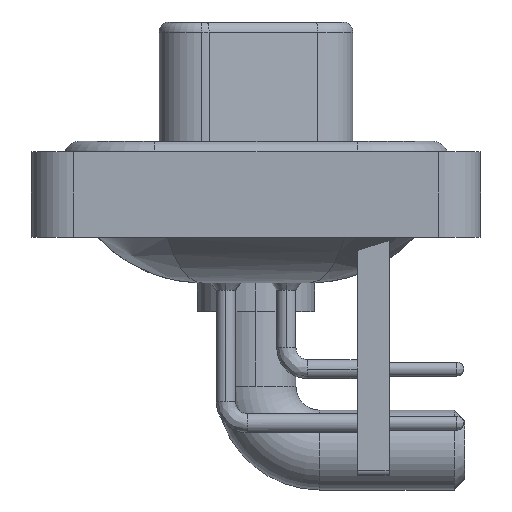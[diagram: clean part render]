
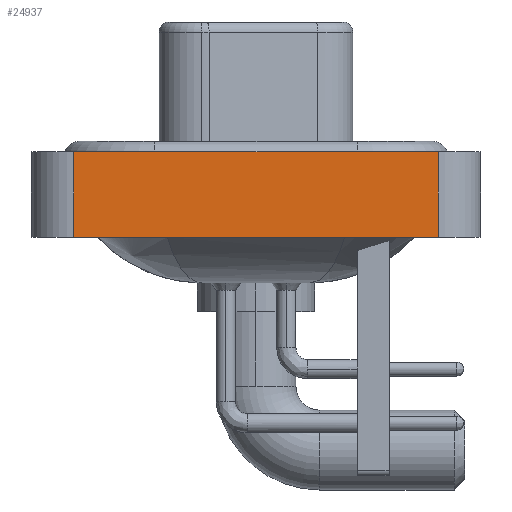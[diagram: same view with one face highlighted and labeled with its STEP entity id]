
A CAD part, left-side view. The second image highlights one B-rep face of the part: STEP entity #24937.
In plain terms, the highlighted planar face has unit normal (-1, 0, 0).
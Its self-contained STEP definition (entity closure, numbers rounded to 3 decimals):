
#1102 = DIRECTION ( 'NONE',  ( 0., 0., 1. ) ) ;
#1402 = VECTOR ( 'NONE', #10246, 1000. ) ;
#2717 = PLANE ( 'NONE',  #13690 ) ;
#3293 = CARTESIAN_POINT ( 'NONE',  ( -7.3, -8.55, 0.4 ) ) ;
#4597 = EDGE_CURVE ( 'NONE', #13066, #12181, #8082, .T. ) ;
#4744 = CARTESIAN_POINT ( 'NONE',  ( -7.3, -8.55, -3.6 ) ) ;
#4804 = DIRECTION ( 'NONE',  ( 0., 0., 1. ) ) ;
#4868 = DIRECTION ( 'NONE',  ( -1., 0., 0. ) ) ;
#7105 = CARTESIAN_POINT ( 'NONE',  ( -7.3, 8.55, -3.6 ) ) ;
#7615 = DIRECTION ( 'NONE',  ( 0., -1., 0. ) ) ;
#7794 = EDGE_CURVE ( 'NONE', #12181, #8458, #9844, .T. ) ;
#8082 = LINE ( 'NONE', #12136, #1402 ) ;
#8458 = VERTEX_POINT ( 'NONE', #22961 ) ;
#9540 = ORIENTED_EDGE ( 'NONE', *, *, #14262, .F. ) ;
#9844 = LINE ( 'NONE', #20267, #25695 ) ;
#10246 = DIRECTION ( 'NONE',  ( 0., -1., 0. ) ) ;
#11224 = ORIENTED_EDGE ( 'NONE', *, *, #7794, .T. ) ;
#11647 = ORIENTED_EDGE ( 'NONE', *, *, #15682, .F. ) ;
#12136 = CARTESIAN_POINT ( 'NONE',  ( -7.3, -8.55, -3.6 ) ) ;
#12181 = VERTEX_POINT ( 'NONE', #14916 ) ;
#12775 = ORIENTED_EDGE ( 'NONE', *, *, #4597, .T. ) ;
#13066 = VERTEX_POINT ( 'NONE', #14887 ) ;
#13294 = LINE ( 'NONE', #3293, #25491 ) ;
#13690 = AXIS2_PLACEMENT_3D ( 'NONE', #4744, #4868, #1102 ) ;
#14262 = EDGE_CURVE ( 'NONE', #21992, #8458, #13294, .T. ) ;
#14887 = CARTESIAN_POINT ( 'NONE',  ( -7.3, 8.55, -3.6 ) ) ;
#14916 = CARTESIAN_POINT ( 'NONE',  ( -7.3, -8.55, -3.6 ) ) ;
#15183 = CARTESIAN_POINT ( 'NONE',  ( -7.3, 8.55, 0.4 ) ) ;
#15682 = EDGE_CURVE ( 'NONE', #13066, #21992, #23339, .T. ) ;
#20267 = CARTESIAN_POINT ( 'NONE',  ( -7.3, -8.55, -3.6 ) ) ;
#20681 = EDGE_LOOP ( 'NONE', ( #11224, #9540, #11647, #12775 ) ) ;
#21992 = VERTEX_POINT ( 'NONE', #15183 ) ;
#22892 = VECTOR ( 'NONE', #4804, 1000. ) ;
#22961 = CARTESIAN_POINT ( 'NONE',  ( -7.3, -8.55, 0.4 ) ) ;
#23339 = LINE ( 'NONE', #7105, #22892 ) ;
#24440 = DIRECTION ( 'NONE',  ( 0., 0., 1. ) ) ;
#24937 = ADVANCED_FACE ( 'NONE', ( #25572 ), #2717, .T. ) ;
#25491 = VECTOR ( 'NONE', #7615, 1000. ) ;
#25572 = FACE_OUTER_BOUND ( 'NONE', #20681, .T. ) ;
#25695 = VECTOR ( 'NONE', #24440, 1000. ) ;
